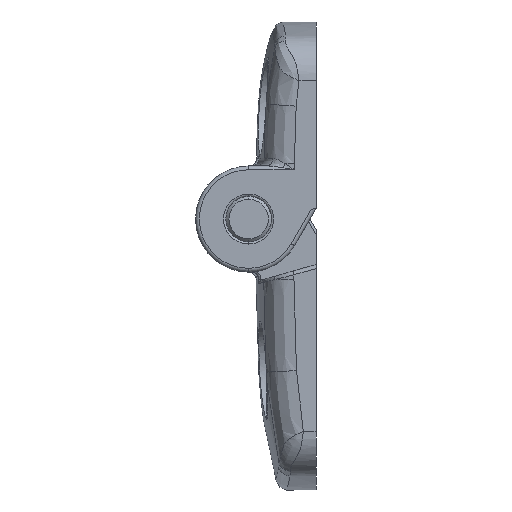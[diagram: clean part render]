
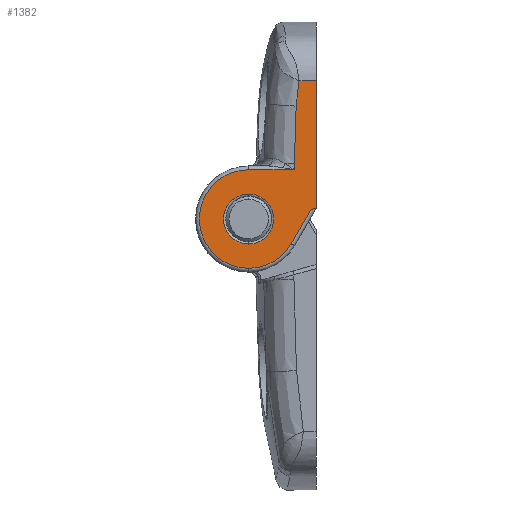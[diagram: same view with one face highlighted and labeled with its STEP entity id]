
A CAD part, left-side view. The second image highlights one B-rep face of the part: STEP entity #1382.
In plain terms, the highlighted face is planar.
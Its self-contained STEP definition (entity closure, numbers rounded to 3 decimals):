
#8 = B_SPLINE_CURVE_WITH_KNOTS ( 'NONE', 3,
 ( #7427, #7536, #7438, #7377 ),
 .UNSPECIFIED., .F., .F.,
 ( 4, 4 ),
 ( 0., 0.008 ),
 .UNSPECIFIED. ) ;
#13 = B_SPLINE_CURVE_WITH_KNOTS ( 'NONE', 3,
 ( #7493, #7366, #7532, #7524 ),
 .UNSPECIFIED., .F., .F.,
 ( 4, 4 ),
 ( 0.005, 0.008 ),
 .UNSPECIFIED. ) ;
#45 = B_SPLINE_CURVE_WITH_KNOTS ( 'NONE', 3,
 ( #7415, #7459, #7397, #7441 ),
 .UNSPECIFIED., .F., .F.,
 ( 4, 4 ),
 ( 0.014, 0.015 ),
 .UNSPECIFIED. ) ;
#184 = VERTEX_POINT ( 'NONE', #5100 ) ;
#192 = VERTEX_POINT ( 'NONE', #5115 ) ;
#333 = AXIS2_PLACEMENT_3D ( 'NONE', #2128, #2129, #2130 ) ;
#402 = AXIS2_PLACEMENT_3D ( 'NONE', #7104, #7105, #7106 ) ;
#407 = AXIS2_PLACEMENT_3D ( 'NONE', #7143, #7144, #7145 ) ;
#1291 = EDGE_CURVE ( 'NONE', #7669, #7633, #4688, .T. ) ;
#1306 = EDGE_CURVE ( 'NONE', #7688, #192, #8, .T. ) ;
#1316 = EDGE_CURVE ( 'NONE', #7646, #7649, #4706, .T. ) ;
#1322 = EDGE_CURVE ( 'NONE', #7655, #7688, #13, .T. ) ;
#1324 = EDGE_CURVE ( 'NONE', #7660, #7649, #45, .T. ) ;
#1382 = ADVANCED_FACE ( 'NONE', ( #4799, #4793 ), #1513, .F. ) ;
#1507 = DIRECTION ( 'NONE',  ( -1., 0., 0. ) ) ;
#1511 = CARTESIAN_POINT ( 'NONE',  ( 24., 7.9, 10. ) ) ;
#1513 = PLANE ( 'NONE',  #6630 ) ;
#1516 = DIRECTION ( 'NONE',  ( 0., 0., 1. ) ) ;
#2111 = CARTESIAN_POINT ( 'NONE',  ( 24., 7.9, -6.5 ) ) ;
#2113 = DIRECTION ( 'NONE',  ( 0., 1., 0. ) ) ;
#2115 = CARTESIAN_POINT ( 'NONE',  ( 24., 2.917, 10. ) ) ;
#2116 = DIRECTION ( 'NONE',  ( 0., 0., 1. ) ) ;
#2117 = CARTESIAN_POINT ( 'NONE',  ( 24., 15.95, -18.261 ) ) ;
#2119 = DIRECTION ( 'NONE',  ( 0., -1., 0. ) ) ;
#2128 = CARTESIAN_POINT ( 'NONE',  ( 24., 8.95, 0. ) ) ;
#2129 = DIRECTION ( 'NONE',  ( -1., 0., 0. ) ) ;
#2130 = DIRECTION ( 'NONE',  ( 0., 0., 1. ) ) ;
#2131 = CARTESIAN_POINT ( 'NONE',  ( 24., 0., 1.134 ) ) ;
#2132 = DIRECTION ( 'NONE',  ( 0., 0., -1. ) ) ;
#3494 = EDGE_CURVE ( 'NONE', #7637, #7669, #5963, .T. ) ;
#3495 = EDGE_CURVE ( 'NONE', #192, #7637, #5964, .T. ) ;
#3496 = EDGE_CURVE ( 'NONE', #7655, #7634, #5965, .T. ) ;
#3498 = EDGE_CURVE ( 'NONE', #184, #7678, #5969, .T. ) ;
#3500 = EDGE_CURVE ( 'NONE', #7660, #7634, #5970, .T. ) ;
#4688 = CIRCLE ( 'NONE', #7755, 6.5 ) ;
#4706 = LINE ( 'NONE', #7480, #4712 ) ;
#4712 = VECTOR ( 'NONE', #7432, 1000. ) ;
#4793 = FACE_OUTER_BOUND ( 'NONE', #7260, .T. ) ;
#4799 = FACE_BOUND ( 'NONE', #7252, .T. ) ;
#5100 = CARTESIAN_POINT ( 'NONE',  ( 24., 8.95, -3.3 ) ) ;
#5115 = CARTESIAN_POINT ( 'NONE',  ( 24., 2.917, -7.3 ) ) ;
#5209 = CARTESIAN_POINT ( 'NONE',  ( 24., 8.95, 0. ) ) ;
#5210 = DIRECTION ( 'NONE',  ( 1., 0., 0. ) ) ;
#5247 = DIRECTION ( 'NONE',  ( 0., 0., 1. ) ) ;
#5961 = VECTOR ( 'NONE', #2113, 1000. ) ;
#5963 = LINE ( 'NONE', #2111, #5961 ) ;
#5964 = LINE ( 'NONE', #2115, #5966 ) ;
#5965 = LINE ( 'NONE', #2117, #5968 ) ;
#5966 = VECTOR ( 'NONE', #2116, 1000. ) ;
#5968 = VECTOR ( 'NONE', #2119, 1000. ) ;
#5969 = CIRCLE ( 'NONE', #333, 3.3 ) ;
#5970 = LINE ( 'NONE', #2131, #5973 ) ;
#5973 = VECTOR ( 'NONE', #2132, 1000. ) ;
#6181 = CIRCLE ( 'NONE', #402, 6.5 ) ;
#6194 = CIRCLE ( 'NONE', #407, 3.3 ) ;
#6365 = ORIENTED_EDGE ( 'NONE', *, *, #3495, .T. ) ;
#6366 = ORIENTED_EDGE ( 'NONE', *, *, #3494, .T. ) ;
#6367 = ORIENTED_EDGE ( 'NONE', *, *, #1291, .T. ) ;
#6369 = ORIENTED_EDGE ( 'NONE', *, *, #1324, .F. ) ;
#6371 = ORIENTED_EDGE ( 'NONE', *, *, #7711, .T. ) ;
#6373 = ORIENTED_EDGE ( 'NONE', *, *, #1316, .T. ) ;
#6374 = ORIENTED_EDGE ( 'NONE', *, *, #1306, .T. ) ;
#6528 = ORIENTED_EDGE ( 'NONE', *, *, #3500, .T. ) ;
#6529 = ORIENTED_EDGE ( 'NONE', *, *, #3496, .F. ) ;
#6533 = ORIENTED_EDGE ( 'NONE', *, *, #7724, .T. ) ;
#6535 = ORIENTED_EDGE ( 'NONE', *, *, #1322, .T. ) ;
#6540 = ORIENTED_EDGE ( 'NONE', *, *, #3498, .T. ) ;
#6630 = AXIS2_PLACEMENT_3D ( 'NONE', #1511, #1507, #1516 ) ;
#6989 = CARTESIAN_POINT ( 'NONE',  ( 24., 0., -18.261 ) ) ;
#7004 = CARTESIAN_POINT ( 'NONE',  ( 24., 8.95, 6.5 ) ) ;
#7007 = CARTESIAN_POINT ( 'NONE',  ( 24., 2.917, -6.5 ) ) ;
#7015 = CARTESIAN_POINT ( 'NONE',  ( 24., 3.321, 3.25 ) ) ;
#7018 = CARTESIAN_POINT ( 'NONE',  ( 24., 0.707, -1.277 ) ) ;
#7024 = CARTESIAN_POINT ( 'NONE',  ( 24., 2.311, -18.261 ) ) ;
#7029 = CARTESIAN_POINT ( 'NONE',  ( 24., 0., -1.432 ) ) ;
#7038 = CARTESIAN_POINT ( 'NONE',  ( 24., 8.95, -6.5 ) ) ;
#7047 = CARTESIAN_POINT ( 'NONE',  ( 24., 8.95, 3.3 ) ) ;
#7057 = CARTESIAN_POINT ( 'NONE',  ( 24., 2.677, -14.899 ) ) ;
#7104 = CARTESIAN_POINT ( 'NONE',  ( 24., 8.95, 0. ) ) ;
#7105 = DIRECTION ( 'NONE',  ( 1., 0., 0. ) ) ;
#7106 = DIRECTION ( 'NONE',  ( 0., 0., 1. ) ) ;
#7143 = CARTESIAN_POINT ( 'NONE',  ( 24., 8.95, 0. ) ) ;
#7144 = DIRECTION ( 'NONE',  ( -1., 0., 0. ) ) ;
#7145 = DIRECTION ( 'NONE',  ( 0., 0., 1. ) ) ;
#7252 = EDGE_LOOP ( 'NONE', ( #6533, #6540 ) ) ;
#7260 = EDGE_LOOP ( 'NONE', ( #6528, #6529, #6535, #6374, #6365, #6366, #6367, #6371, #6373, #6369 ) ) ;
#7366 = CARTESIAN_POINT ( 'NONE',  ( 24., 2.483, -17.149 ) ) ;
#7377 = CARTESIAN_POINT ( 'NONE',  ( 24., 2.917, -7.3 ) ) ;
#7397 = CARTESIAN_POINT ( 'NONE',  ( 24., 0.472, -1.328 ) ) ;
#7415 = CARTESIAN_POINT ( 'NONE',  ( 24., 0., -1.432 ) ) ;
#7427 = CARTESIAN_POINT ( 'NONE',  ( 24., 2.677, -14.899 ) ) ;
#7432 = DIRECTION ( 'NONE',  ( 0., -0.5, -0.866 ) ) ;
#7438 = CARTESIAN_POINT ( 'NONE',  ( 24., 2.917, -9.835 ) ) ;
#7441 = CARTESIAN_POINT ( 'NONE',  ( 24., 0.707, -1.277 ) ) ;
#7459 = CARTESIAN_POINT ( 'NONE',  ( 24., 0.236, -1.38 ) ) ;
#7480 = CARTESIAN_POINT ( 'NONE',  ( 24., 7.388, 10.295 ) ) ;
#7493 = CARTESIAN_POINT ( 'NONE',  ( 24., 2.311, -18.261 ) ) ;
#7524 = CARTESIAN_POINT ( 'NONE',  ( 24., 2.677, -14.899 ) ) ;
#7532 = CARTESIAN_POINT ( 'NONE',  ( 24., 2.605, -16.028 ) ) ;
#7536 = CARTESIAN_POINT ( 'NONE',  ( 24., 2.837, -12.368 ) ) ;
#7633 = VERTEX_POINT ( 'NONE', #7004 ) ;
#7634 = VERTEX_POINT ( 'NONE', #6989 ) ;
#7637 = VERTEX_POINT ( 'NONE', #7007 ) ;
#7646 = VERTEX_POINT ( 'NONE', #7015 ) ;
#7649 = VERTEX_POINT ( 'NONE', #7018 ) ;
#7655 = VERTEX_POINT ( 'NONE', #7024 ) ;
#7660 = VERTEX_POINT ( 'NONE', #7029 ) ;
#7669 = VERTEX_POINT ( 'NONE', #7038 ) ;
#7678 = VERTEX_POINT ( 'NONE', #7047 ) ;
#7688 = VERTEX_POINT ( 'NONE', #7057 ) ;
#7711 = EDGE_CURVE ( 'NONE', #7633, #7646, #6181, .T. ) ;
#7724 = EDGE_CURVE ( 'NONE', #7678, #184, #6194, .T. ) ;
#7755 = AXIS2_PLACEMENT_3D ( 'NONE', #5209, #5210, #5247 ) ;
